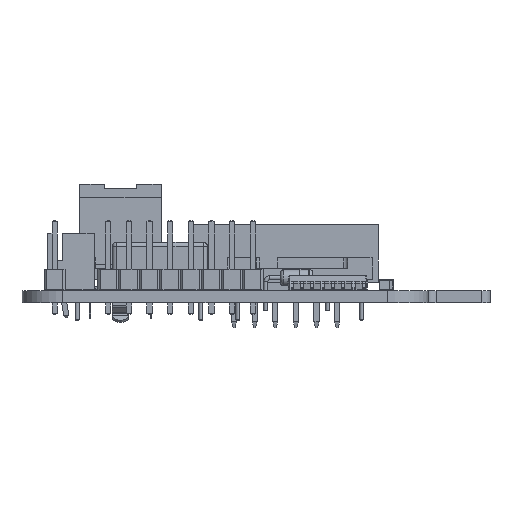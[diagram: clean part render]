
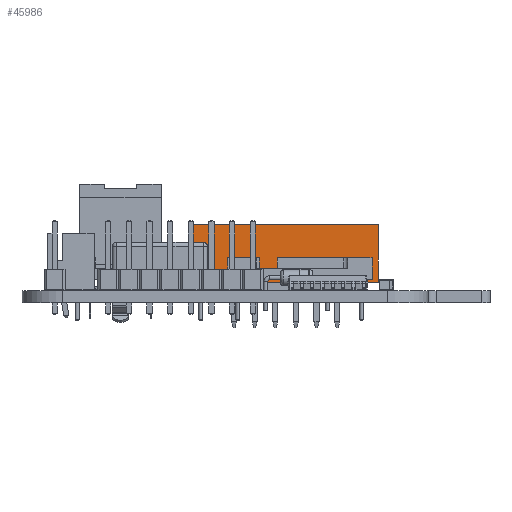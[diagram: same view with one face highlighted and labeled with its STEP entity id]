
A CAD part, left-side view. The second image highlights one B-rep face of the part: STEP entity #45986.
In plain terms, the highlighted face is planar.
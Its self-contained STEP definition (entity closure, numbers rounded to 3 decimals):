
#45986 = ADVANCED_FACE('',(#45987),#46021,.F.);
#45987 = FACE_BOUND('',#45988,.T.);
#45988 = EDGE_LOOP('',(#45989,#45999,#46007,#46015));
#45989 = ORIENTED_EDGE('',*,*,#45990,.F.);
#45990 = EDGE_CURVE('',#45991,#45993,#45995,.T.);
#45991 = VERTEX_POINT('',#45992);
#45992 = CARTESIAN_POINT('',(11.43,3.555,-4.445));
#45993 = VERTEX_POINT('',#45994);
#45994 = CARTESIAN_POINT('',(-11.43,3.555,-4.445));
#45995 = LINE('',#45996,#45997);
#45996 = CARTESIAN_POINT('',(11.43,3.555,-4.445));
#45997 = VECTOR('',#45998,1.);
#45998 = DIRECTION('',(-1.,0.,0.));
#45999 = ORIENTED_EDGE('',*,*,#46000,.F.);
#46000 = EDGE_CURVE('',#46001,#45991,#46003,.T.);
#46001 = VERTEX_POINT('',#46002);
#46002 = CARTESIAN_POINT('',(11.43,-3.555,-4.445));
#46003 = LINE('',#46004,#46005);
#46004 = CARTESIAN_POINT('',(11.43,-3.555,-4.445));
#46005 = VECTOR('',#46006,1.);
#46006 = DIRECTION('',(0.,1.,0.));
#46007 = ORIENTED_EDGE('',*,*,#46008,.F.);
#46008 = EDGE_CURVE('',#46009,#46001,#46011,.T.);
#46009 = VERTEX_POINT('',#46010);
#46010 = CARTESIAN_POINT('',(-11.43,-3.555,-4.445));
#46011 = LINE('',#46012,#46013);
#46012 = CARTESIAN_POINT('',(-11.43,-3.555,-4.445));
#46013 = VECTOR('',#46014,1.);
#46014 = DIRECTION('',(1.,0.,0.));
#46015 = ORIENTED_EDGE('',*,*,#46016,.F.);
#46016 = EDGE_CURVE('',#45993,#46009,#46017,.T.);
#46017 = LINE('',#46018,#46019);
#46018 = CARTESIAN_POINT('',(-11.43,3.555,-4.445));
#46019 = VECTOR('',#46020,1.);
#46020 = DIRECTION('',(0.,-1.,0.));
#46021 = PLANE('',#46022);
#46022 = AXIS2_PLACEMENT_3D('',#46023,#46024,#46025);
#46023 = CARTESIAN_POINT('',(0.,0.,-4.445));
#46024 = DIRECTION('',(0.,0.,1.));
#46025 = DIRECTION('',(1.,0.,-0.));
